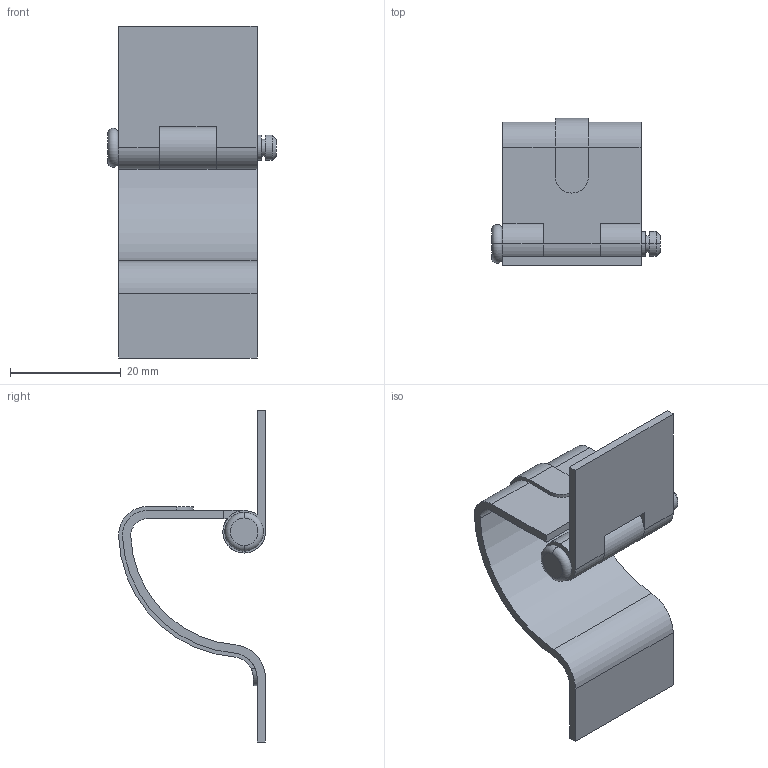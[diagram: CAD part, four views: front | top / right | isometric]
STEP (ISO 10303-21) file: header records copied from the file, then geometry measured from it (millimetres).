
FILE_DESCRIPTION (( 'STEP AP203' ), '1' );
FILE_NAME ('B-1008-5.STEP', '2009-01-07T00:53:53', ( ' ' ), ( ' ' ), 'SwSTEP 2.0', 'SolidWorks 2007', '' );
FILE_SCHEMA (( 'CONFIG_CONTROL_DESIGN' ));
Length unit declared in the file: millimetre
Products named in the file (4): B-1008-5; B-1008-5幉__棉太倌; B-1008-5僸儞僕A__棉太倌; B-1008-5僸儞僕B__棉太倌
Assembly tree (3 placements, depth 2):
  B-1008-5
    B-1008-5幉__棉太倌
    B-1008-5僸儞僕B__棉太倌
    B-1008-5僸儞僕A__棉太倌
Bounding box: 30.5 x 26.53 x 60 mm (x, y, z)
Volume: 4842.4 mm3; surface area: 6578.6 mm2
Topology: 3 solids, 3 shells, 67 faces, 172 edges, 114 vertices
Faces by surface type: cylinder 35, plane 28, cone 2, torus 2
Entity records: 2506 total; most frequent: DIRECTION 392, CARTESIAN_POINT 379, ORIENTED_EDGE 344, EDGE_CURVE 172, AXIS2_PLACEMENT_3D 151, VERTEX_POINT 114, VECTOR 90, LINE 90
